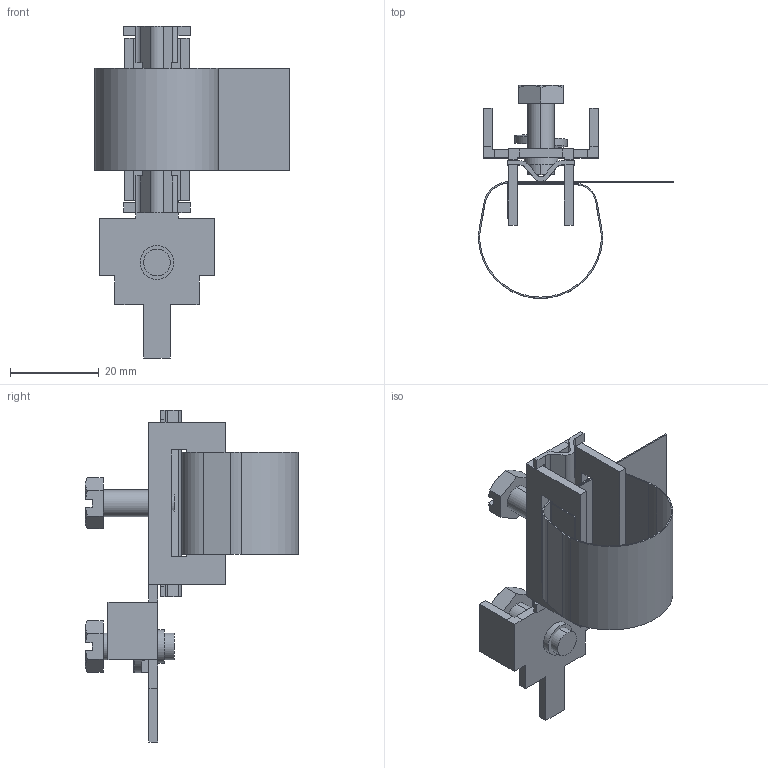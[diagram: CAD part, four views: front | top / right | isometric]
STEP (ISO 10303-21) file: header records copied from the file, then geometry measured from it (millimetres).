
FILE_DESCRIPTION (( 'STEP AP214' ), '1' );
FILE_NAME ('5057599.stp', '2022-12-05T14:16:19', ( '' ), ( '' ), 'SwSTEP 2.0', 'SolidWorks 2020', '' );
FILE_SCHEMA (( 'AUTOMOTIVE_DESIGN' ));
Length unit declared in the file: millimetre
Products named in the file (6): 021043_geschwungen - B06; 018759; 5057599; 018659; 018641; 0082086_Standard
Assembly tree (6 placements, depth 2):
  5057599
    018659
    018759
    018641
    0082086_Standard  x2
    021043_geschwungen - B06
Bounding box: 43.95 x 47.99 x 74.75 mm (x, y, z)
Volume: 7569.3 mm3; surface area: 14308.3 mm2
Topology: 6 solids, 6 shells, 278 faces, 760 edges, 498 vertices
Faces by surface type: plane 176, cylinder 70, cone 28, bspline 4
Full cylindrical faces by diameter (mm): 5 x2, 7.6 x2
Entity records: 9080 total; most frequent: CARTESIAN_POINT 2727, ORIENTED_EDGE 1122, DIRECTION 974, EDGE_CURVE 561, VECTOR 398, LINE 398, VERTEX_POINT 369, AXIS2_PLACEMENT_3D 288
